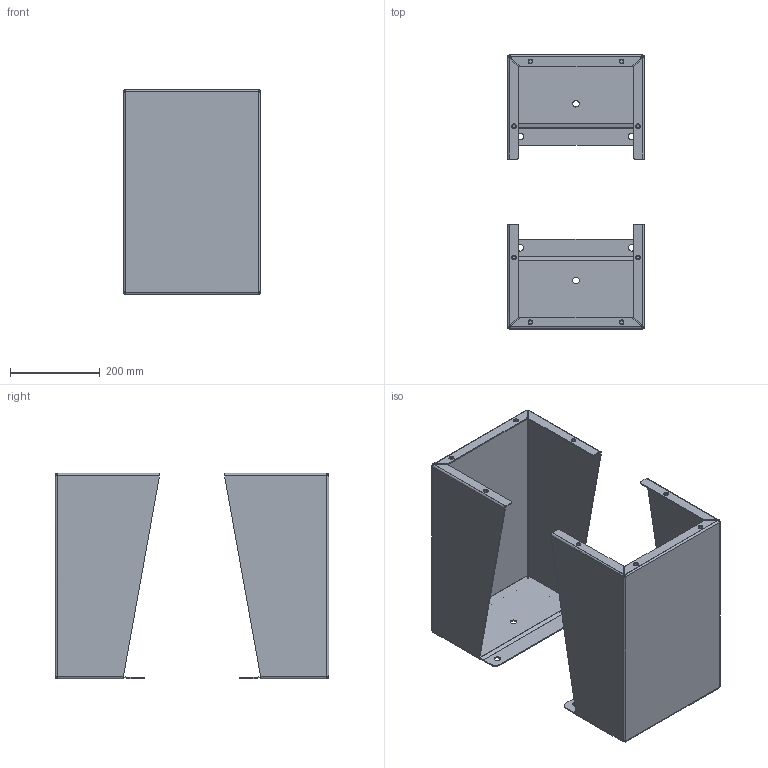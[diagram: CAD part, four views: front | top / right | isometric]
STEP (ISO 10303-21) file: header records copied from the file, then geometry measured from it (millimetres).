
FILE_DESCRIPTION (( 'STEP AP203' ), '1' );
FILE_NAME ('SCE-FK1812SS.step', '2021-01-08T15:54:10', ( 'ADC123' ), ( 'Microsoft' ), 'SwSTEP 2.0', 'SolidWorks 2019', '' );
FILE_SCHEMA (( 'CONFIG_CONTROL_DESIGN' ));
Length unit declared in the file: inch
Products named in the file (1): SCE-FK1812SS
Bounding box: 304.8 x 609.6 x 457.2 mm (x, y, z)
Volume: 2096533.1 mm3; surface area: 1608670.8 mm2
Topology: 12 solids, 12 shells, 286 faces, 658 edges, 404 vertices
Faces by surface type: plane 120, cylinder 110, bspline 32, cone 24
Full cylindrical faces by diameter (mm): 7.925 x8, 10.465 x8, 10.49 x8, 12.7 x8, 14.288 x6
Entity records: 9017 total; most frequent: CARTESIAN_POINT 2839, DIRECTION 1222, ORIENTED_EDGE 1160, EDGE_CURVE 580, AXIS2_PLACEMENT_3D 451, EDGE_LOOP 400, VERTEX_POINT 388, FACE_OUTER_BOUND 324
